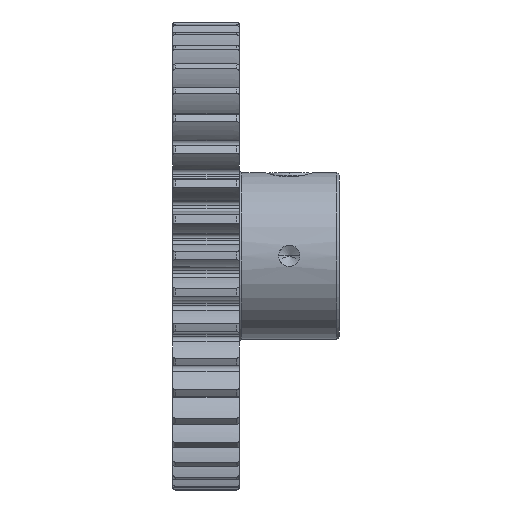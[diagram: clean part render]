
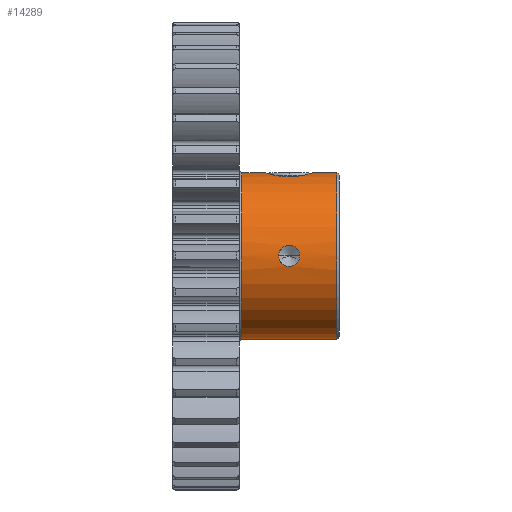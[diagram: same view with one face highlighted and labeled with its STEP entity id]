
A CAD part, top view. The second image highlights one B-rep face of the part: STEP entity #14289.
In plain terms, the highlighted cylindrical face has radius 3.962 mm (diameter 7.925 mm), a partial arc.
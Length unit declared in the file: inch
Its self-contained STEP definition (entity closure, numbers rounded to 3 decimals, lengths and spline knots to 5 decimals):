
#6196=CARTESIAN_POINT('',(0.06718,0.,0.));
#6197=DIRECTION('',(1.,0.,0.));
#6198=DIRECTION('',(0.,1.,0.));
#6199=AXIS2_PLACEMENT_3D('',#6196,#6197,#6198);
#6201=CARTESIAN_POINT('',(0.24482,0.,0.));
#6202=DIRECTION('',(1.,0.,0.));
#6203=DIRECTION('',(0.,1.,0.));
#6204=AXIS2_PLACEMENT_3D('',#6201,#6202,#6203);
#6206=CARTESIAN_POINT('',(0.17575,0.,0.156));
#6207=CARTESIAN_POINT('',(0.17575,-0.00177,0.156));
#6208=CARTESIAN_POINT('',(0.1753,-0.00518,
0.15594));
#6209=CARTESIAN_POINT('',(0.17328,-0.0101,
0.1557));
#6210=CARTESIAN_POINT('',(0.17007,-0.01429,
0.15536));
#6211=CARTESIAN_POINT('',(0.16587,-0.01752,
0.15502));
#6212=CARTESIAN_POINT('',(0.16099,-0.01954,
0.15477));
#6213=CARTESIAN_POINT('',(0.15575,-0.02023,
0.15468));
#6214=CARTESIAN_POINT('',(0.15051,-0.01954,
0.15477));
#6215=CARTESIAN_POINT('',(0.14563,-0.01752,
0.15502));
#6216=CARTESIAN_POINT('',(0.14143,-0.01429,
0.15536));
#6217=CARTESIAN_POINT('',(0.13822,-0.0101,
0.1557));
#6218=CARTESIAN_POINT('',(0.1362,-0.00517,
0.15594));
#6219=CARTESIAN_POINT('',(0.13575,-0.00176,0.156));
#6220=CARTESIAN_POINT('',(0.13575,0.,0.156));
#6222=CARTESIAN_POINT('',(0.13575,0.,0.156));
#6223=CARTESIAN_POINT('',(0.13575,0.00177,0.156));
#6224=CARTESIAN_POINT('',(0.1362,0.00518,
0.15594));
#6225=CARTESIAN_POINT('',(0.13822,0.0101,
0.1557));
#6226=CARTESIAN_POINT('',(0.14143,0.01429,
0.15536));
#6227=CARTESIAN_POINT('',(0.14563,0.01752,
0.15502));
#6228=CARTESIAN_POINT('',(0.15051,0.01954,
0.15477));
#6229=CARTESIAN_POINT('',(0.15575,0.02023,
0.15468));
#6230=CARTESIAN_POINT('',(0.16099,0.01954,
0.15477));
#6231=CARTESIAN_POINT('',(0.16587,0.01752,
0.15502));
#6232=CARTESIAN_POINT('',(0.17007,0.01429,
0.15536));
#6233=CARTESIAN_POINT('',(0.17328,0.0101,
0.1557));
#6234=CARTESIAN_POINT('',(0.1753,0.00517,
0.15594));
#6235=CARTESIAN_POINT('',(0.17575,0.00176,0.156));
#6236=CARTESIAN_POINT('',(0.17575,0.,0.156));
#6238=CARTESIAN_POINT('',(0.20275,0.156,
0.));
#6239=CARTESIAN_POINT('',(0.20275,0.156,
0.00369));
#6240=CARTESIAN_POINT('',(0.20196,0.15574,
0.01092));
#6241=CARTESIAN_POINT('',(0.19836,0.15462,
0.0215));
#6242=CARTESIAN_POINT('',(0.19249,0.15298,
0.03097));
#6243=CARTESIAN_POINT('',(0.18475,0.15117,
0.03874));
#6244=CARTESIAN_POINT('',(0.1757,0.14957,
0.0444));
#6245=CARTESIAN_POINT('',(0.16588,0.1485,
0.04781));
#6246=CARTESIAN_POINT('',(0.15575,0.14813,
0.04893));
#6247=CARTESIAN_POINT('',(0.14562,0.1485,
0.04781));
#6248=CARTESIAN_POINT('',(0.13579,0.14957,
0.0444));
#6249=CARTESIAN_POINT('',(0.12675,0.15117,
0.03874));
#6250=CARTESIAN_POINT('',(0.11901,0.15298,
0.03097));
#6251=CARTESIAN_POINT('',(0.11314,0.15462,
0.0215));
#6252=CARTESIAN_POINT('',(0.10954,0.15574,
0.01093));
#6253=CARTESIAN_POINT('',(0.10875,0.156,
0.0037));
#6254=CARTESIAN_POINT('',(0.10875,0.156,
0.));
#6282=CARTESIAN_POINT('',(0.10875,0.156,
0.));
#6298=CARTESIAN_POINT('',(0.20275,0.156,
0.));
#6326=DIRECTION('',(-1.,0.,0.));
#6327=VECTOR('',#6326,0.04157);
#6328=CARTESIAN_POINT('',(0.10875,0.156,
0.));
#6329=LINE('',#6328,#6327);
#6330=DIRECTION('',(-1.,0.,0.));
#6331=VECTOR('',#6330,0.17764);
#6332=CARTESIAN_POINT('',(0.24482,-0.156,0.));
#6333=LINE('',#6332,#6331);
#6339=DIRECTION('',(-1.,0.,0.));
#6340=VECTOR('',#6339,0.04207);
#6341=CARTESIAN_POINT('',(0.24482,0.156,0.));
#6342=LINE('',#6341,#6340);
#7700=CARTESIAN_POINT('',(0.24482,0.156,0.));
#7702=VERTEX_POINT('',#7700);
#7704=CARTESIAN_POINT('',(0.24482,-0.156,0.));
#7706=VERTEX_POINT('',#7704);
#7711=CARTESIAN_POINT('',(0.06718,-0.156,0.));
#7712=CARTESIAN_POINT('',(0.06718,0.156,0.));
#7713=VERTEX_POINT('',#7711);
#7714=VERTEX_POINT('',#7712);
#7717=VERTEX_POINT('',#6282);
#7718=VERTEX_POINT('',#6298);
#7727=VERTEX_POINT('',#6206);
#7728=VERTEX_POINT('',#6220);
#14265=CARTESIAN_POINT('',(-0.01248,0.,0.));
#14266=DIRECTION('',(1.,0.,0.));
#14267=DIRECTION('',(0.,-1.,0.));
#14268=AXIS2_PLACEMENT_3D('',#14265,#14266,#14267);
#14269=CYLINDRICAL_SURFACE('',#14268,0.156);
#14271=ORIENTED_EDGE('',*,*,#14270,.F.);
#14273=ORIENTED_EDGE('',*,*,#14272,.F.);
#14275=ORIENTED_EDGE('',*,*,#14274,.T.);
#14277=ORIENTED_EDGE('',*,*,#14276,.T.);
#14278=ORIENTED_EDGE('',*,*,#14259,.F.);
#14280=ORIENTED_EDGE('',*,*,#14279,.F.);
#14281=EDGE_LOOP('',(#14271,#14273,#14275,#14277,#14278,#14280));
#14282=FACE_OUTER_BOUND('',#14281,.F.);
#14284=ORIENTED_EDGE('',*,*,#14283,.F.);
#14286=ORIENTED_EDGE('',*,*,#14285,.F.);
#14287=EDGE_LOOP('',(#14284,#14286));
#14288=FACE_BOUND('',#14287,.F.);
#14289=ADVANCED_FACE('',(#14282,#14288),#14269,.T.);
#6200=CIRCLE('',#6199,0.156);
#6205=CIRCLE('',#6204,0.156);
#6221=B_SPLINE_CURVE_WITH_KNOTS('',3,(#6206,#6207,#6208,#6209,#6210,#6211,#6212,
#6213,#6214,#6215,#6216,#6217,#6218,#6219,#6220),.UNSPECIFIED.,.F.,.F.,(4,1,1,1,
1,1,1,1,1,1,1,1,4),(0.,0.08333,0.16667,0.25,
0.33333,0.41667,0.5,0.58333,0.66667,
0.75,0.83333,0.91667,1.),.UNSPECIFIED.);
#6237=B_SPLINE_CURVE_WITH_KNOTS('',3,(#6222,#6223,#6224,#6225,#6226,#6227,#6228,
#6229,#6230,#6231,#6232,#6233,#6234,#6235,#6236),.UNSPECIFIED.,.F.,.F.,(4,1,1,1,
1,1,1,1,1,1,1,1,4),(0.,0.08333,0.16667,0.25,
0.33333,0.41667,0.5,0.58333,0.66667,
0.75,0.83333,0.91667,1.),.UNSPECIFIED.);
#6255=B_SPLINE_CURVE_WITH_KNOTS('',3,(#6238,#6239,#6240,#6241,#6242,#6243,#6244,
#6245,#6246,#6247,#6248,#6249,#6250,#6251,#6252,#6253,#6254),.UNSPECIFIED.,.F.,
.F.,(4,1,1,1,1,1,1,1,1,1,1,1,1,1,4),(0.,0.07143,0.14286,
0.21429,0.28571,0.35714,0.42857,0.5,
0.57143,0.64286,0.71429,0.78571,
0.85714,0.92857,1.),.UNSPECIFIED.);
#14259=EDGE_CURVE('',#7714,#7713,#6200,.T.);
#14270=EDGE_CURVE('',#7718,#7717,#6255,.T.);
#14272=EDGE_CURVE('',#7702,#7718,#6342,.T.);
#14274=EDGE_CURVE('',#7702,#7706,#6205,.T.);
#14276=EDGE_CURVE('',#7706,#7713,#6333,.T.);
#14279=EDGE_CURVE('',#7717,#7714,#6329,.T.);
#14283=EDGE_CURVE('',#7727,#7728,#6221,.T.);
#14285=EDGE_CURVE('',#7728,#7727,#6237,.T.);
